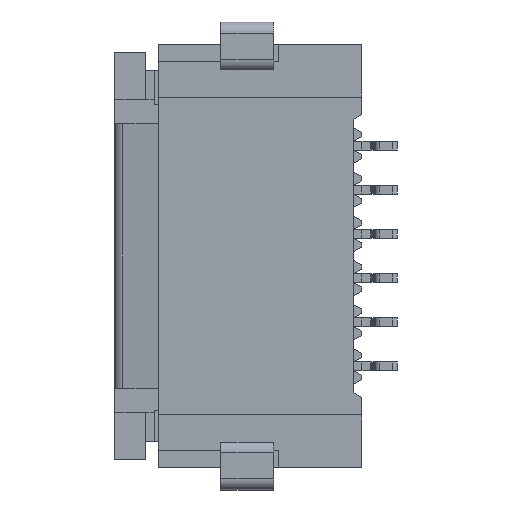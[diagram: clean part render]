
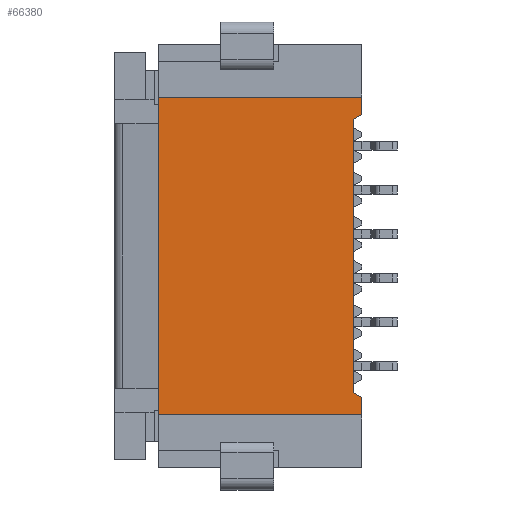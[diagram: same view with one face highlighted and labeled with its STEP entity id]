
A CAD part, left-side view. The second image highlights one B-rep face of the part: STEP entity #66380.
In plain terms, the highlighted planar face has unit normal (-1, 0, 0).
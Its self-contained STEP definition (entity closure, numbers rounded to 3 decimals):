
#8350=CARTESIAN_POINT('',(-2.015,1.009,12.858));
#8360=VERTEX_POINT('',#8350);
#8390=CARTESIAN_POINT('',(-2.015,1.009,12.858));
#8400=DIRECTION('',(0.,-1.,0.));
#8410=VECTOR('',#8400,1.);
#8420=LINE('',#8390,#8410);
#8430=CARTESIAN_POINT('',(-2.015,-3.591,12.858));
#8440=VERTEX_POINT('',#8430);
#8450=EDGE_CURVE('',#8360,#8440,#8420,.T.);
#30930=CARTESIAN_POINT('',(-2.015,-3.591,19.658))
;
#30940=VERTEX_POINT('',#30930);
#30970=CARTESIAN_POINT('',(-2.015,-3.591,21.105));
#30980=DIRECTION('',(0.,0.,-1.));
#30990=VECTOR('',#30980,1.);
#31000=LINE('',#30970,#30990);
#31010=CARTESIAN_POINT('',(-2.015,-3.591,20.058))
;
#31020=VERTEX_POINT('',#31010);
#31030=EDGE_CURVE('',#31020,#30940,#31000,.T.);
#35110=CARTESIAN_POINT('',(-2.015,-3.391,19.555));
#35120=VERTEX_POINT('',#35110);
#35150=CARTESIAN_POINT('',(-2.015,0.,17.817));
#35160=DIRECTION('',(0.,0.89,-0.456));
#35170=VECTOR('',#35160,1.);
#35180=LINE('',#35150,#35170);
#35190=EDGE_CURVE('',#30940,#35120,#35180,.T.);
#42960=CARTESIAN_POINT('',(-2.015,1.009,20.058));
#42970=DIRECTION('',(0.,-1.,0.));
#42980=VECTOR('',#42970,1.);
#42990=LINE('',#42960,#42980);
#43000=CARTESIAN_POINT('',(-2.015,1.009,20.058));
#43010=VERTEX_POINT('',#43000);
#43020=EDGE_CURVE('',#43010,#31020,#42990,.T.);
#63150=CARTESIAN_POINT('',(-2.015,-3.591,11.81));
#63160=DIRECTION('',(0.,0.,1.));
#63170=VECTOR('',#63160,1.);
#63180=LINE('',#63150,#63170);
#63190=CARTESIAN_POINT('',(-2.015,-3.591,13.258))
;
#63200=VERTEX_POINT('',#63190);
#63210=EDGE_CURVE('',#8440,#63200,#63180,.T.);
#66060=CARTESIAN_POINT('',(-2.015,-3.341,39.555));
#66070=DIRECTION('',(-1.,0.,0.));
#66080=DIRECTION('',(0.,-1.,0.));
#66090=AXIS2_PLACEMENT_3D('',#66060,#66070,#66080);
#66100=PLANE('',#66090);
#66110=CARTESIAN_POINT('',(-2.015,-3.391,32.555));
#66120=DIRECTION('',(0.,0.,-1.));
#66130=VECTOR('',#66120,1.);
#66140=LINE('',#66110,#66130);
#66150=CARTESIAN_POINT('',(-2.015,-3.391,13.36));
#66160=VERTEX_POINT('',#66150);
#66170=EDGE_CURVE('',#35120,#66160,#66140,.T.);
#66180=ORIENTED_EDGE('',*,*,#66170,.F.);
#66190=CARTESIAN_POINT('',(-2.015,0.,15.098));
#66200=DIRECTION('',(0.,-0.89,-0.456));
#66210=VECTOR('',#66200,1.);
#66220=LINE('',#66190,#66210);
#66230=EDGE_CURVE('',#66160,#63200,#66220,.T.);
#66240=ORIENTED_EDGE('',*,*,#66230,.F.);
#66250=ORIENTED_EDGE('',*,*,#63210,.T.);
#66260=ORIENTED_EDGE('',*,*,#8450,.T.);
#66270=CARTESIAN_POINT('',(-2.015,1.009,30.325));
#66280=DIRECTION('',(0.,0.,1.));
#66290=VECTOR('',#66280,1.);
#66300=LINE('',#66270,#66290);
#66310=EDGE_CURVE('',#8360,#43010,#66300,.T.);
#66320=ORIENTED_EDGE('',*,*,#66310,.F.);
#66330=ORIENTED_EDGE('',*,*,#43020,.F.);
#66340=ORIENTED_EDGE('',*,*,#31030,.F.);
#66350=ORIENTED_EDGE('',*,*,#35190,.F.);
#66360=EDGE_LOOP('',(#66350,#66340,#66330,#66320,#66260,#66250,#66240,
#66180));
#66370=FACE_OUTER_BOUND('',#66360,.T.);
#66380=ADVANCED_FACE('',(#66370),#66100,.T.);
